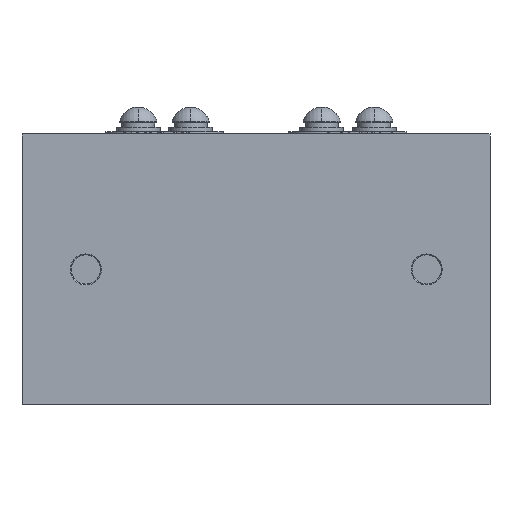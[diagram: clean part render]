
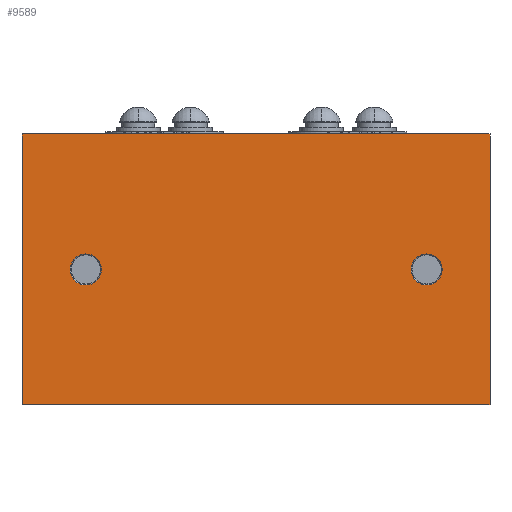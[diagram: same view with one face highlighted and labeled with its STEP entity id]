
A CAD part, front view. The second image highlights one B-rep face of the part: STEP entity #9589.
In plain terms, the highlighted planar face has unit normal (0, -1, 0).
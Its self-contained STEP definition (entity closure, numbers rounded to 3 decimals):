
#64 = DIRECTION ( 'NONE',  ( 0., 0., 1. ) ) ;
#97 = CARTESIAN_POINT ( 'NONE',  ( -36.889, 19.253, 119.873 ) ) ;
#645 = ORIENTED_EDGE ( 'NONE', *, *, #2688, .T. ) ;
#726 = VERTEX_POINT ( 'NONE', #8244 ) ;
#822 = ORIENTED_EDGE ( 'NONE', *, *, #9653, .T. ) ;
#897 = VERTEX_POINT ( 'NONE', #8158 ) ;
#940 = LINE ( 'NONE', #5358, #9827 ) ;
#947 = PLANE ( 'NONE',  #7862 ) ;
#1408 = ORIENTED_EDGE ( 'NONE', *, *, #9407, .T. ) ;
#1546 = CIRCLE ( 'NONE', #9674, 3.55 ) ;
#1829 = AXIS2_PLACEMENT_3D ( 'NONE', #3567, #7988, #12442 ) ;
#1878 = DIRECTION ( 'NONE',  ( 0., 1., 0. ) ) ;
#2380 = LINE ( 'NONE', #6801, #12160 ) ;
#2492 = EDGE_LOOP ( 'NONE', ( #1408, #12896 ) ) ;
#2688 = EDGE_CURVE ( 'NONE', #7345, #6409, #8085, .T. ) ;
#3168 = ORIENTED_EDGE ( 'NONE', *, *, #8520, .F. ) ;
#3234 = VECTOR ( 'NONE', #12787, 1000. ) ;
#3272 = FACE_BOUND ( 'NONE', #2492, .T. ) ;
#3369 = LINE ( 'NONE', #7783, #8506 ) ;
#3567 = CARTESIAN_POINT ( 'NONE',  ( 41.111, 19.253, 119.873 ) ) ;
#3784 = CARTESIAN_POINT ( 'NONE',  ( 41.111, 19.253, 119.873 ) ) ;
#4301 = VERTEX_POINT ( 'NONE', #5757 ) ;
#4522 = DIRECTION ( 'NONE',  ( 0., 1., 0. ) ) ;
#4738 = AXIS2_PLACEMENT_3D ( 'NONE', #97, #4522, #8964 ) ;
#4772 = EDGE_CURVE ( 'NONE', #897, #726, #1546, .T. ) ;
#5006 = AXIS2_PLACEMENT_3D ( 'NONE', #3784, #8221, #12664 ) ;
#5358 = CARTESIAN_POINT ( 'NONE',  ( -51.389, 19.253, 150.873 ) ) ;
#5589 = CARTESIAN_POINT ( 'NONE',  ( 55.611, 19.253, 150.873 ) ) ;
#5757 = CARTESIAN_POINT ( 'NONE',  ( -51.389, 19.253, 150.873 ) ) ;
#6011 = LINE ( 'NONE', #8349, #3234 ) ;
#6291 = DIRECTION ( 'NONE',  ( 0., 0., 1. ) ) ;
#6301 = EDGE_LOOP ( 'NONE', ( #645, #11016 ) ) ;
#6409 = VERTEX_POINT ( 'NONE', #7309 ) ;
#6801 = CARTESIAN_POINT ( 'NONE',  ( 55.611, 19.253, 150.873 ) ) ;
#6961 = ORIENTED_EDGE ( 'NONE', *, *, #7877, .F. ) ;
#7168 = CARTESIAN_POINT ( 'NONE',  ( 55.611, 19.253, 88.873 ) ) ;
#7309 = CARTESIAN_POINT ( 'NONE',  ( 41.111, 19.253, 123.423 ) ) ;
#7345 = VERTEX_POINT ( 'NONE', #14290 ) ;
#7692 = FACE_OUTER_BOUND ( 'NONE', #13943, .T. ) ;
#7783 = CARTESIAN_POINT ( 'NONE',  ( 55.611, 19.253, 150.873 ) ) ;
#7862 = AXIS2_PLACEMENT_3D ( 'NONE', #5589, #10030, #64 ) ;
#7877 = EDGE_CURVE ( 'NONE', #12767, #8608, #3369, .T. ) ;
#7988 = DIRECTION ( 'NONE',  ( 0., 1., 0. ) ) ;
#8085 = CIRCLE ( 'NONE', #1829, 3.55 ) ;
#8158 = CARTESIAN_POINT ( 'NONE',  ( -36.889, 19.253, 123.423 ) ) ;
#8221 = DIRECTION ( 'NONE',  ( 0., 1., 0. ) ) ;
#8244 = CARTESIAN_POINT ( 'NONE',  ( -36.889, 19.253, 116.323 ) ) ;
#8349 = CARTESIAN_POINT ( 'NONE',  ( 55.611, 19.253, 88.873 ) ) ;
#8415 = EDGE_CURVE ( 'NONE', #4301, #11572, #940, .T. ) ;
#8488 = CARTESIAN_POINT ( 'NONE',  ( -36.889, 19.253, 119.873 ) ) ;
#8506 = VECTOR ( 'NONE', #12241, 1000. ) ;
#8520 = EDGE_CURVE ( 'NONE', #4301, #12767, #2380, .T. ) ;
#8608 = VERTEX_POINT ( 'NONE', #7168 ) ;
#8647 = CARTESIAN_POINT ( 'NONE',  ( 55.611, 19.253, 150.873 ) ) ;
#8964 = DIRECTION ( 'NONE',  ( 0., 0., 1. ) ) ;
#9407 = EDGE_CURVE ( 'NONE', #726, #897, #11034, .T. ) ;
#9589 = ADVANCED_FACE ( 'NONE', ( #13243, #3272, #7692 ), #947, .F. ) ;
#9653 = EDGE_CURVE ( 'NONE', #11572, #8608, #6011, .T. ) ;
#9674 = AXIS2_PLACEMENT_3D ( 'NONE', #8488, #1878, #6291 ) ;
#9805 = DIRECTION ( 'NONE',  ( 0., 0., -1. ) ) ;
#9827 = VECTOR ( 'NONE', #9805, 1000. ) ;
#10030 = DIRECTION ( 'NONE',  ( 0., 1., 0. ) ) ;
#10988 = CARTESIAN_POINT ( 'NONE',  ( -51.389, 19.253, 88.873 ) ) ;
#11016 = ORIENTED_EDGE ( 'NONE', *, *, #13371, .T. ) ;
#11021 = ORIENTED_EDGE ( 'NONE', *, *, #8415, .T. ) ;
#11034 = CIRCLE ( 'NONE', #4738, 3.55 ) ;
#11260 = DIRECTION ( 'NONE',  ( 1., 0., 0. ) ) ;
#11299 = CIRCLE ( 'NONE', #5006, 3.55 ) ;
#11572 = VERTEX_POINT ( 'NONE', #10988 ) ;
#12160 = VECTOR ( 'NONE', #11260, 1000. ) ;
#12241 = DIRECTION ( 'NONE',  ( 0., 0., -1. ) ) ;
#12442 = DIRECTION ( 'NONE',  ( 0., 0., 1. ) ) ;
#12664 = DIRECTION ( 'NONE',  ( 0., 0., 1. ) ) ;
#12767 = VERTEX_POINT ( 'NONE', #8647 ) ;
#12787 = DIRECTION ( 'NONE',  ( 1., 0., 0. ) ) ;
#12896 = ORIENTED_EDGE ( 'NONE', *, *, #4772, .T. ) ;
#13243 = FACE_BOUND ( 'NONE', #6301, .T. ) ;
#13371 = EDGE_CURVE ( 'NONE', #6409, #7345, #11299, .T. ) ;
#13943 = EDGE_LOOP ( 'NONE', ( #822, #6961, #3168, #11021 ) ) ;
#14290 = CARTESIAN_POINT ( 'NONE',  ( 41.111, 19.253, 116.323 ) ) ;
